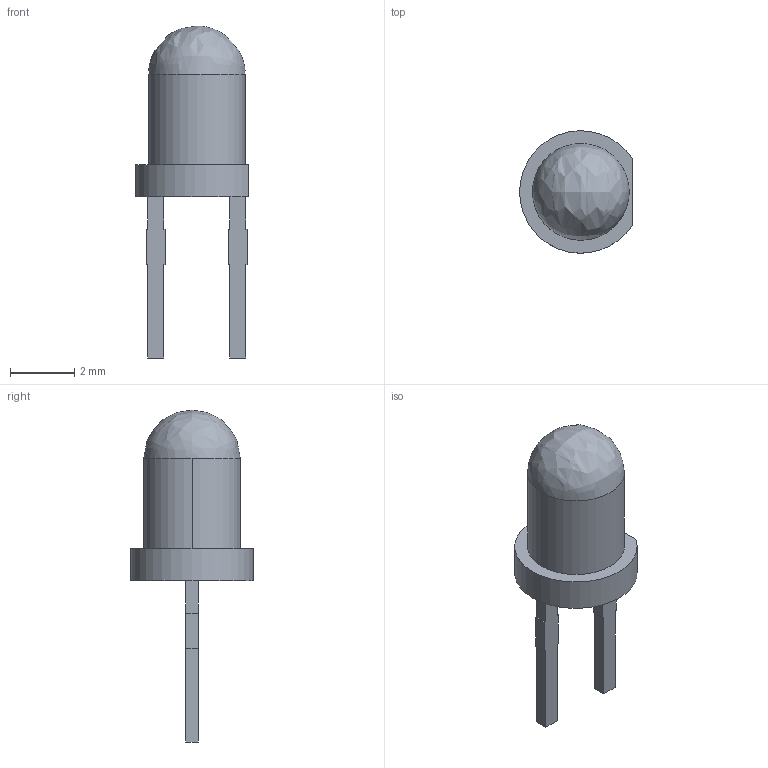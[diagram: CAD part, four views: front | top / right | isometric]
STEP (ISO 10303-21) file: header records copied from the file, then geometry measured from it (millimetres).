
FILE_DESCRIPTION (( 'STEP AP214' ), '1' );
FILE_NAME ('User Library-LED RED 3mm.STEP', '2017-09-26T09:39:57', ( 'Windows User' ), ( '' ), 'SwSTEP 2.0', 'SolidWorks 2017', '' );
FILE_SCHEMA (( 'AUTOMOTIVE_DESIGN' ));
Length unit declared in the file: millimetre
Products named in the file (1): User Library-LED RED 3mm
Bounding box: 3.5 x 3.8 x 10.3 mm (x, y, z)
Volume: 39.1 mm3; surface area: 87.5 mm2
Topology: 3 solids, 3 shells, 38 faces, 92 edges, 60 vertices
Faces by surface type: plane 32, cylinder 5, bspline 1
Entity records: 1433 total; most frequent: CARTESIAN_POINT 204, ORIENTED_EDGE 180, DIRECTION 176, EDGE_CURVE 90, LINE 80, VECTOR 80, VERTEX_POINT 60, AXIS2_PLACEMENT_3D 48
